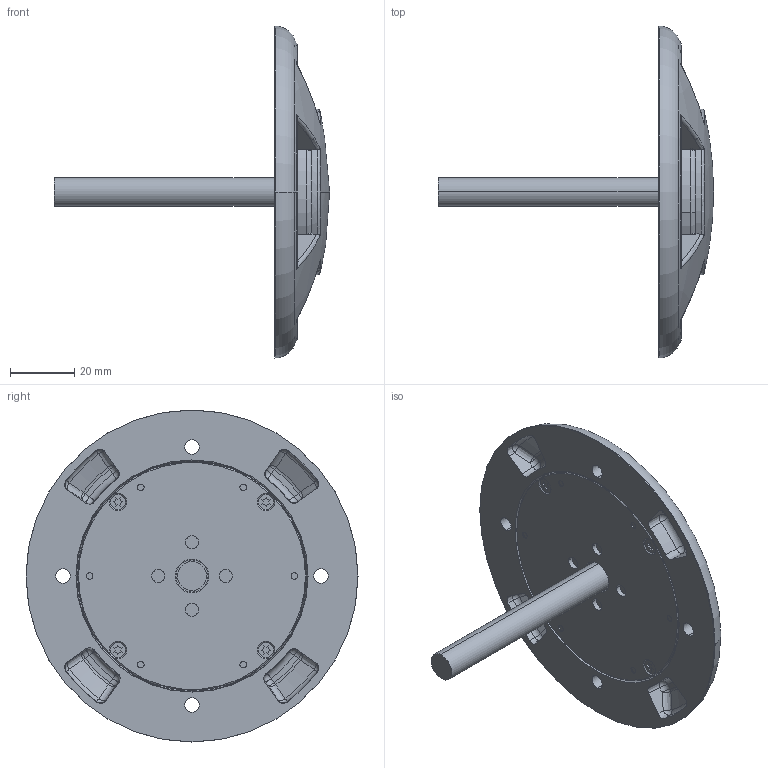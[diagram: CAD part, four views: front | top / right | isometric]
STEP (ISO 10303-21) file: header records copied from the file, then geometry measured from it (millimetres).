
FILE_DESCRIPTION (( 'STEP AP214' ), '1' );
FILE_NAME ('DK190602DD01A.STEP', '2021-02-02T12:26:22', ( '' ), ( '' ), 'SwSTEP 2.0', 'SolidWorks 2017', '' );
FILE_SCHEMA (( 'AUTOMOTIVE_DESIGN' ));
Length unit declared in the file: millimetre
Products named in the file (1): DK190602DD01A
Bounding box: 85.35 x 103 x 103 mm (x, y, z)
Volume: 66829.4 mm3; surface area: 44411.8 mm2
Topology: 21 solids, 42 shells, 1333 faces, 3099 edges, 1951 vertices
Faces by surface type: plane 659, cylinder 268, cone 238, bspline 68, torus 58, sphere 42
Entity records: 55283 total; most frequent: CARTESIAN_POINT 9758, DIRECTION 6510, ORIENTED_EDGE 6162, EDGE_CURVE 3081, AXIS2_PLACEMENT_3D 2339, VERTEX_POINT 1951, LINE 1832, VECTOR 1832
